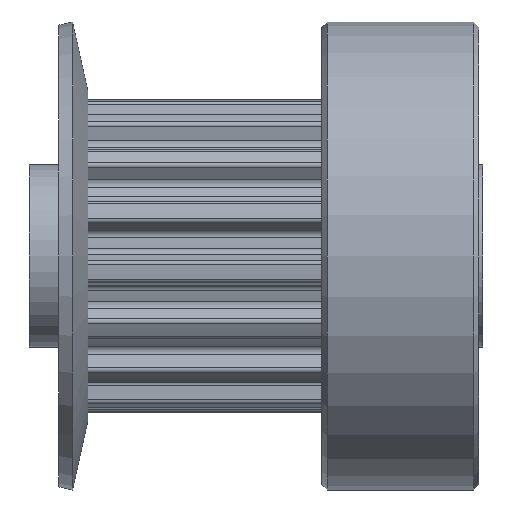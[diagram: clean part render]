
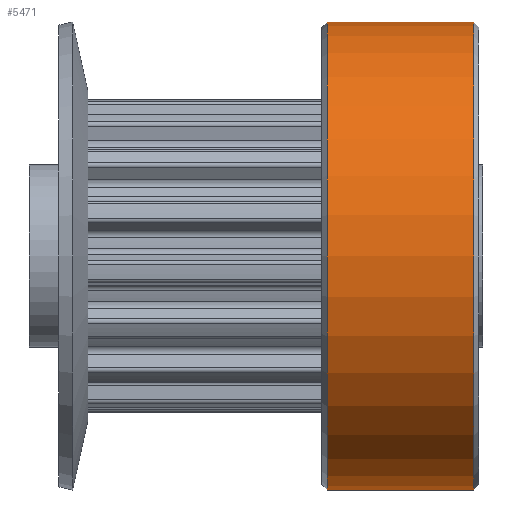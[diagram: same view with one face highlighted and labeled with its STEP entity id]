
A CAD part, front view. The second image highlights one B-rep face of the part: STEP entity #5471.
In plain terms, the highlighted cylindrical face has radius 7.366 mm (diameter 14.732 mm), a partial arc.
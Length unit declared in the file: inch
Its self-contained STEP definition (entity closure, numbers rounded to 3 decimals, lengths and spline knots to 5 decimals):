
#308 = EDGE_LOOP ( 'NONE', ( #2532, #5181, #6209, #1365 ) ) ;
#1055 = VERTEX_POINT ( 'NONE', #1874 ) ;
#1349 = DIRECTION ( 'NONE',  ( -1., 0., 0. ) ) ;
#1365 = ORIENTED_EDGE ( 'NONE', *, *, #6583, .T. ) ;
#1412 = VECTOR ( 'NONE', #3787, 39.37008 ) ;
#1485 = CARTESIAN_POINT ( 'NONE',  ( -0.31404, 0., 0.29 ) ) ;
#1500 = CIRCLE ( 'NONE', #5776, 0.29 ) ;
#1836 = CARTESIAN_POINT ( 'NONE',  ( -0.31404, 0., 0. ) ) ;
#1874 = CARTESIAN_POINT ( 'NONE',  ( 0.08805, 0., 0.29 ) ) ;
#2421 = DIRECTION ( 'NONE',  ( 0., 0., 1. ) ) ;
#2532 = ORIENTED_EDGE ( 'NONE', *, *, #2572, .F. ) ;
#2572 = EDGE_CURVE ( 'NONE', #6677, #6924, #2923, .T. ) ;
#2907 = EDGE_CURVE ( 'NONE', #6677, #6492, #5167, .T. ) ;
#2923 = LINE ( 'NONE', #6722, #6134 ) ;
#2930 = CARTESIAN_POINT ( 'NONE',  ( 0.08805, 0., 0. ) ) ;
#2937 = LINE ( 'NONE', #1485, #1412 ) ;
#3510 = DIRECTION ( 'NONE',  ( 0., 0., 1. ) ) ;
#3539 = AXIS2_PLACEMENT_3D ( 'NONE', #1836, #4106, #2421 ) ;
#3787 = DIRECTION ( 'NONE',  ( -1., 0., 0. ) ) ;
#4106 = DIRECTION ( 'NONE',  ( -1., 0., 0. ) ) ;
#4261 = CYLINDRICAL_SURFACE ( 'NONE', #3539, 0.29 ) ;
#4697 = AXIS2_PLACEMENT_3D ( 'NONE', #4754, #1349, #5334 ) ;
#4754 = CARTESIAN_POINT ( 'NONE',  ( 0.26995, 0., 0. ) ) ;
#5140 = CARTESIAN_POINT ( 'NONE',  ( 0.26995, 0., 0.29 ) ) ;
#5167 = CIRCLE ( 'NONE', #4697, 0.29 ) ;
#5181 = ORIENTED_EDGE ( 'NONE', *, *, #2907, .T. ) ;
#5334 = DIRECTION ( 'NONE',  ( 0., 0., -1. ) ) ;
#5471 = ADVANCED_FACE ( 'NONE', ( #6143 ), #4261, .T. ) ;
#5776 = AXIS2_PLACEMENT_3D ( 'NONE', #2930, #6909, #3510 ) ;
#6134 = VECTOR ( 'NONE', #6152, 39.37008 ) ;
#6143 = FACE_OUTER_BOUND ( 'NONE', #308, .T. ) ;
#6152 = DIRECTION ( 'NONE',  ( -1., 0., 0. ) ) ;
#6209 = ORIENTED_EDGE ( 'NONE', *, *, #6251, .T. ) ;
#6251 = EDGE_CURVE ( 'NONE', #6492, #1055, #2937, .T. ) ;
#6492 = VERTEX_POINT ( 'NONE', #5140 ) ;
#6563 = CARTESIAN_POINT ( 'NONE',  ( 0.08805, 0., -0.29 ) ) ;
#6583 = EDGE_CURVE ( 'NONE', #1055, #6924, #1500, .T. ) ;
#6677 = VERTEX_POINT ( 'NONE', #6998 ) ;
#6722 = CARTESIAN_POINT ( 'NONE',  ( -0.31404, 0., -0.29 ) ) ;
#6909 = DIRECTION ( 'NONE',  ( 1., 0., 0. ) ) ;
#6924 = VERTEX_POINT ( 'NONE', #6563 ) ;
#6998 = CARTESIAN_POINT ( 'NONE',  ( 0.26995, 0., -0.29 ) ) ;
